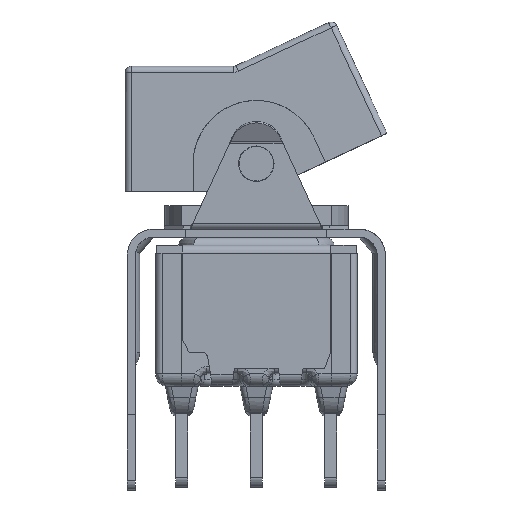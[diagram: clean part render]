
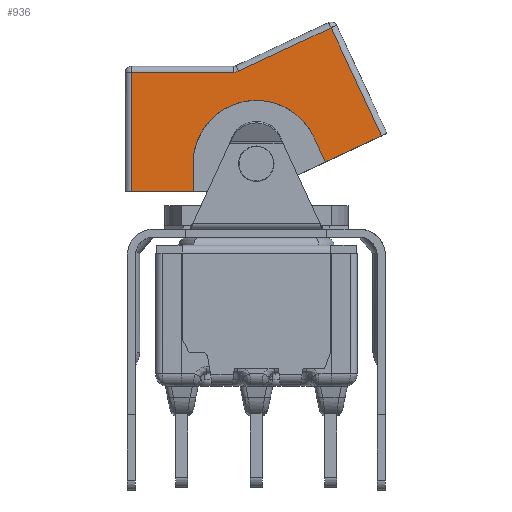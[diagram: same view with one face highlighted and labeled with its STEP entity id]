
A CAD part, top view. The second image highlights one B-rep face of the part: STEP entity #936.
In plain terms, the highlighted planar face has unit normal (-0.006, 0.026, 1).
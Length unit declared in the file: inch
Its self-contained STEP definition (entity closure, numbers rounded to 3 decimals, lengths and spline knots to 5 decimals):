
#936 = ADVANCED_FACE( '', ( #2673 ), #2674, .F. );
#2673 = FACE_OUTER_BOUND( '', #7617, .T. );
#2674 = PLANE( '', #7618 );
#7617 = EDGE_LOOP( '', ( #14341, #14342, #14343, #14344, #14345, #14346, #14347, #14348, #14349, #14350 ) );
#7618 = AXIS2_PLACEMENT_3D( '', #14351, #14352, #14353 );
#14341 = ORIENTED_EDGE( '', *, *, #16869, .F. );
#14342 = ORIENTED_EDGE( '', *, *, #16870, .T. );
#14343 = ORIENTED_EDGE( '', *, *, #16871, .T. );
#14344 = ORIENTED_EDGE( '', *, *, #16872, .F. );
#14345 = ORIENTED_EDGE( '', *, *, #16752, .F. );
#14346 = ORIENTED_EDGE( '', *, *, #16873, .T. );
#14347 = ORIENTED_EDGE( '', *, *, #16874, .T. );
#14348 = ORIENTED_EDGE( '', *, *, #16867, .T. );
#14349 = ORIENTED_EDGE( '', *, *, #16832, .T. );
#14350 = ORIENTED_EDGE( '', *, *, #16821, .T. );
#14351 = CARTESIAN_POINT( '', ( 0.98622, 0.44071, 0.1825 ) );
#14352 = DIRECTION( '', ( 0.006, -0.026, -1. ) );
#14353 = DIRECTION( '', ( 0., -1., 0.026 ) );
#16752 = EDGE_CURVE( '', #20359, #20361, #20362, .T. );
#16821 = EDGE_CURVE( '', #20489, #20487, #20490, .T. );
#16832 = EDGE_CURVE( '', #20509, #20489, #20510, .T. );
#16867 = EDGE_CURVE( '', #20563, #20509, #20564, .T. );
#16869 = EDGE_CURVE( '', #20566, #20487, #20567, .T. );
#16870 = EDGE_CURVE( '', #20566, #20568, #20569, .T. );
#16871 = EDGE_CURVE( '', #20568, #20570, #20571, .T. );
#16872 = EDGE_CURVE( '', #20361, #20570, #20572, .T. );
#16873 = EDGE_CURVE( '', #20359, #20573, #20574, .T. );
#16874 = EDGE_CURVE( '', #20573, #20563, #20575, .T. );
#20359 = VERTEX_POINT( '', #28253 );
#20361 = VERTEX_POINT( '', #28263 );
#20362 = LINE( '', #28264, #28265 );
#20487 = VERTEX_POINT( '', #28499 );
#20489 = VERTEX_POINT( '', #28509 );
#20490 = LINE( '', #28510, #28511 );
#20509 = VERTEX_POINT( '', #28544 );
#20510 = LINE( '', #28545, #28546 );
#20563 = VERTEX_POINT( '', #28631 );
#20564 = B_SPLINE_CURVE_WITH_KNOTS( '', 3, ( #28632, #28633, #28634, #28635, #28636, #28637, #28638, #28639 ), .UNSPECIFIED., .F., .F., ( 4, 1, 1, 1, 1, 4 ), ( 0., 0.2, 0.4, 0.6, 0.8, 1. ), .UNSPECIFIED. );
#20566 = VERTEX_POINT( '', #28641 );
#20567 = LINE( '', #28642, #28643 );
#20568 = VERTEX_POINT( '', #28644 );
#20569 = LINE( '', #28645, #28646 );
#20570 = VERTEX_POINT( '', #28647 );
#20571 = B_SPLINE_CURVE_WITH_KNOTS( '', 2, ( #28648, #28649, #28650, #28651, #28652, #28653, #28654, #28655, #28656, #28657, #28658, #28659, #28660, #28661, #28662, #28663, #28664, #28665, #28666, #28667, #28668 ), .UNSPECIFIED., .F., .F., ( 3, 2, 2, 2, 2, 2, 2, 2, 2, 2, 3 ), ( 0., 0.0625, 0.125, 0.25, 0.375, 0.5, 0.625, 0.75, 0.875, 0.9375, 1. ), .UNSPECIFIED. );
#20572 = LINE( '', #28669, #28670 );
#20573 = VERTEX_POINT( '', #28671 );
#20574 = LINE( '', #28672, #28673 );
#20575 = LINE( '', #28674, #28675 );
#28253 = CARTESIAN_POINT( '', ( 0.31039, 0.29141, 0.18249 ) );
#28263 = CARTESIAN_POINT( '', ( 0.17117, 0.22649, 0.18336 ) );
#28264 = CARTESIAN_POINT( '', ( 0.31039, 0.29141, 0.18249 ) );
#28265 = VECTOR( '', #31206, 39.37008 );
#28499 = CARTESIAN_POINT( '', ( -0.31061, 0.15373, 0.18249 ) );
#28509 = CARTESIAN_POINT( '', ( -0.31061, 0.44912, 0.17494 ) );
#28510 = CARTESIAN_POINT( '', ( -0.31061, 0.44912, 0.17494 ) );
#28511 = VECTOR( '', #31285, 39.37008 );
#28544 = CARTESIAN_POINT( '', ( -0.05698, 0.44912, 0.17637 ) );
#28545 = CARTESIAN_POINT( '', ( -0.05698, 0.44912, 0.17637 ) );
#28546 = VECTOR( '', #31301, 39.37008 );
#28631 = CARTESIAN_POINT( '', ( -0.04431, 0.45193, 0.17637 ) );
#28632 = CARTESIAN_POINT( '', ( -0.04431, 0.45193, 0.17637 ) );
#28633 = CARTESIAN_POINT( '', ( -0.04509, 0.45156, 0.17638 ) );
#28634 = CARTESIAN_POINT( '', ( -0.04669, 0.4509, 0.17639 ) );
#28635 = CARTESIAN_POINT( '', ( -0.0492, 0.4501, 0.17639 ) );
#28636 = CARTESIAN_POINT( '', ( -0.05177, 0.44953, 0.17639 ) );
#28637 = CARTESIAN_POINT( '', ( -0.05438, 0.44919, 0.17639 ) );
#28638 = CARTESIAN_POINT( '', ( -0.05612, 0.44912, 0.17638 ) );
#28639 = CARTESIAN_POINT( '', ( -0.05698, 0.44912, 0.17637 ) );
#28641 = CARTESIAN_POINT( '', ( -0.157, 0.15373, 0.18336 ) );
#28642 = CARTESIAN_POINT( '', ( -0.157, 0.15373, 0.18336 ) );
#28643 = VECTOR( '', #31352, 39.37008 );
#28644 = CARTESIAN_POINT( '', ( -0.157, 0.22208, 0.18161 ) );
#28645 = CARTESIAN_POINT( '', ( -0.157, 0.15373, 0.18336 ) );
#28646 = VECTOR( '', #31353, 39.37008 );
#28647 = CARTESIAN_POINT( '', ( 0.14229, 0.28843, 0.18161 ) );
#28648 = CARTESIAN_POINT( '', ( -0.157, 0.22208, 0.18161 ) );
#28649 = CARTESIAN_POINT( '', ( -0.157, 0.24807, 0.18095 ) );
#28650 = CARTESIAN_POINT( '', ( -0.1486, 0.27273, 0.18036 ) );
#28651 = CARTESIAN_POINT( '', ( -0.14347, 0.2878, 0.18001 ) );
#28652 = CARTESIAN_POINT( '', ( -0.13538, 0.30159, 0.1797 ) );
#28653 = CARTESIAN_POINT( '', ( -0.12291, 0.32283, 0.17923 ) );
#28654 = CARTESIAN_POINT( '', ( -0.10448, 0.33926, 0.17891 ) );
#28655 = CARTESIAN_POINT( '', ( -0.08899, 0.35308, 0.17865 ) );
#28656 = CARTESIAN_POINT( '', ( -0.07036, 0.36242, 0.17851 ) );
#28657 = CARTESIAN_POINT( '', ( -0.05301, 0.37113, 0.17839 ) );
#28658 = CARTESIAN_POINT( '', ( -0.03398, 0.37535, 0.17839 ) );
#28659 = CARTESIAN_POINT( '', ( -0.01504, 0.37956, 0.17839 ) );
#28660 = CARTESIAN_POINT( '', ( 0.00446, 0.37901, 0.17851 ) );
#28661 = CARTESIAN_POINT( '', ( 0.0252, 0.37843, 0.17865 ) );
#28662 = CARTESIAN_POINT( '', ( 0.04517, 0.37244, 0.17891 ) );
#28663 = CARTESIAN_POINT( '', ( 0.06874, 0.36536, 0.17923 ) );
#28664 = CARTESIAN_POINT( '', ( 0.08909, 0.35135, 0.1797 ) );
#28665 = CARTESIAN_POINT( '', ( 0.10219, 0.34233, 0.18 ) );
#28666 = CARTESIAN_POINT( '', ( 0.11327, 0.33079, 0.18036 ) );
#28667 = CARTESIAN_POINT( '', ( 0.13128, 0.31203, 0.18094 ) );
#28668 = CARTESIAN_POINT( '', ( 0.14229, 0.28843, 0.18161 ) );
#28669 = CARTESIAN_POINT( '', ( 0.17117, 0.22649, 0.18336 ) );
#28670 = VECTOR( '', #31354, 39.37008 );
#28671 = CARTESIAN_POINT( '', ( 0.18555, 0.55911, 0.17494 ) );
#28672 = CARTESIAN_POINT( '', ( 0.31039, 0.29141, 0.18249 ) );
#28673 = VECTOR( '', #31355, 39.37008 );
#28674 = CARTESIAN_POINT( '', ( 0.18555, 0.55911, 0.17494 ) );
#28675 = VECTOR( '', #31356, 39.37008 );
#31206 = DIRECTION( '', ( -0.906, -0.423, 0.006 ) );
#31285 = DIRECTION( '', ( 0., -1., 0.026 ) );
#31301 = DIRECTION( '', ( -1., 0., -0.006 ) );
#31352 = DIRECTION( '', ( -1., 0., -0.006 ) );
#31353 = DIRECTION( '', ( 0., 1., -0.026 ) );
#31354 = DIRECTION( '', ( -0.422, 0.906, -0.026 ) );
#31355 = DIRECTION( '', ( -0.422, 0.906, -0.026 ) );
#31356 = DIRECTION( '', ( -0.906, -0.423, 0.006 ) );
